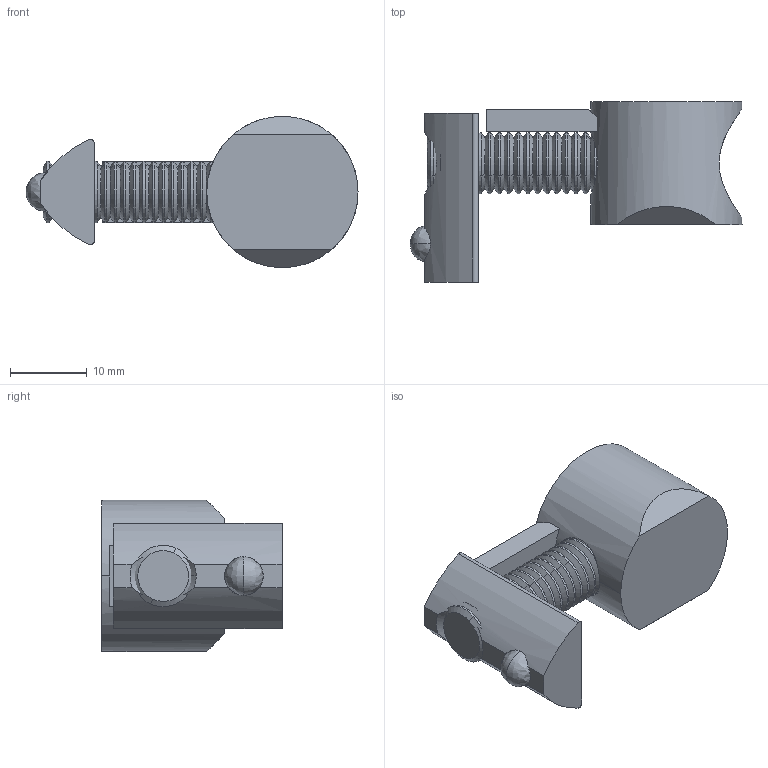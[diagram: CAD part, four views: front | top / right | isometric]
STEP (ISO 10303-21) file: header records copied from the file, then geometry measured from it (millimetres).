
FILE_DESCRIPTION (( 'STEP AP214' ), '1' );
FILE_NAME ('FIXE08E1561-Fixation universelle 8 40 Zn.step', '2023-03-24T10:05:01', ( 'Altae' ), ( '' ), 'SwSTEP 2.0', 'SolidWorks 2021', '' );
FILE_SCHEMA (( 'AUTOMOTIVE_DESIGN' ));
Length unit declared in the file: millimetre
Products named in the file (1): FIXE08E1561-Fixation universelle 8 40 Zn
Bounding box: 43.25 x 23.5 x 19.7 mm (x, y, z)
Volume: 6021.8 mm3; surface area: 5001 mm2
Topology: 4 solids, 4 shells, 202 faces, 466 edges, 267 vertices
Faces by surface type: cone 102, cylinder 61, plane 32, bspline 7
Entity records: 8282 total; most frequent: CARTESIAN_POINT 1377, DIRECTION 1060, ORIENTED_EDGE 920, EDGE_CURVE 460, AXIS2_PLACEMENT_3D 426, VERTEX_POINT 267, CIRCLE 230, LINE 208
